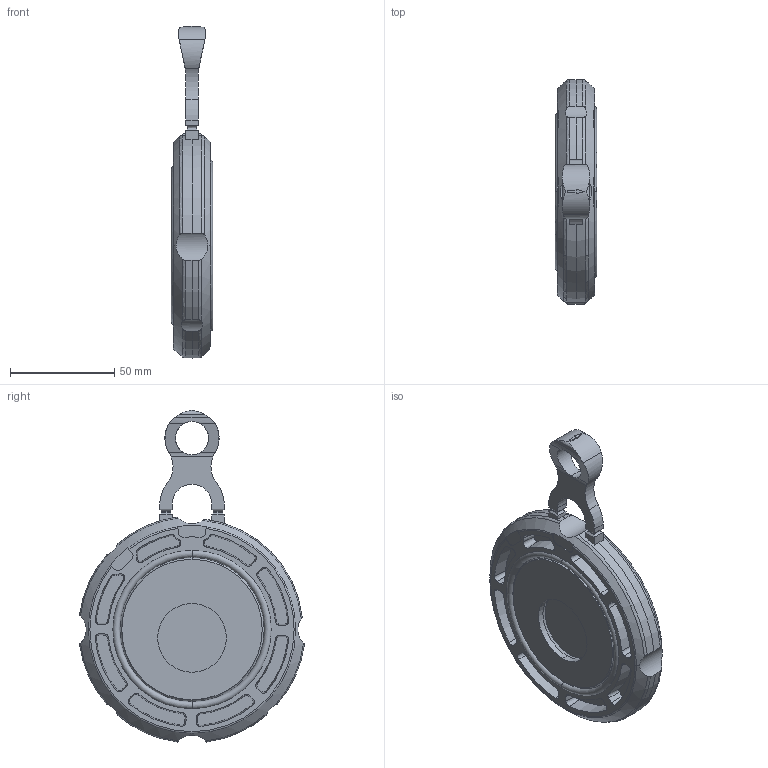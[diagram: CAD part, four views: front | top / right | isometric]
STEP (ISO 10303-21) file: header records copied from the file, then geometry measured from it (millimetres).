
FILE_DESCRIPTION(('STEP AP214'),'1');
FILE_NAME('cctmp_1D76FBC4-6D11-4E52-8359-F5E93FB629E5_2018_12_7_13_43_5_665..stp','2018-12-07T12:43:06',('Praher Valves GmbH'),('CADClick - www.CADClick.com'),'Spatial InterOp 3D',' ','unknown authorization');
FILE_SCHEMA(('AUTOMOTIVE_DESIGN'));
Length unit declared in the file: millimetre
Products named in the file (1): 1
Bounding box: 19.85 x 108.07 x 159.53 mm (x, y, z)
Volume: 134966.3 mm3; surface area: 39031.9 mm2
Topology: 1 solids, 1 shells, 477 faces, 1352 edges, 884 vertices
Faces by surface type: plane 161, cylinder 136, torus 95, cone 85
Entity records: 22052 total; most frequent: CARTESIAN_POINT 5638, ORIENTED_EDGE 2704, DIRECTION 2699, EDGE_CURVE 1352, AXIS2_PLACEMENT_3D 1080, VERTEX_POINT 884, CIRCLE 553, LINE 539
